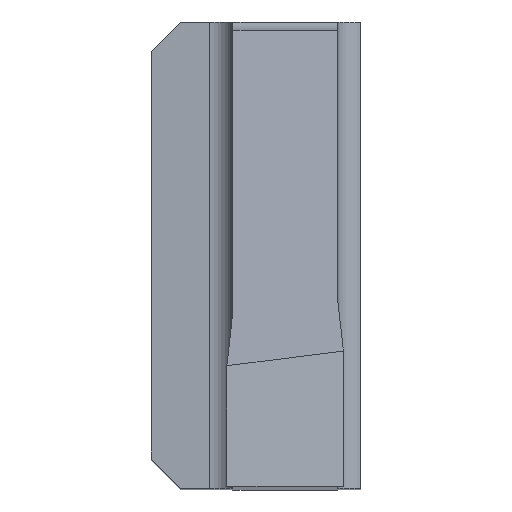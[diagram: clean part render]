
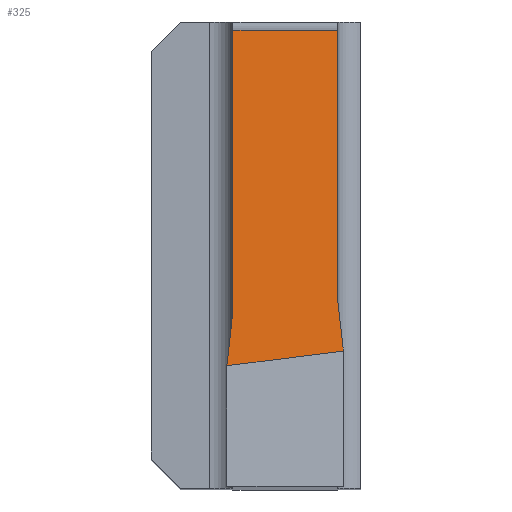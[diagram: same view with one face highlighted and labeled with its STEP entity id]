
A CAD part, top view. The second image highlights one B-rep face of the part: STEP entity #325.
In plain terms, the highlighted planar face has unit normal (0, 0.904, 0.427).
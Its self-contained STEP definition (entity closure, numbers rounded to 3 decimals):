
#30 = CARTESIAN_POINT ( 'NONE',  ( 3.195, -2.034, 25.474 ) ) ;
#109 = CARTESIAN_POINT ( 'NONE',  ( 1.293, -1.987, 25.375 ) ) ;
#121 = CARTESIAN_POINT ( 'NONE',  ( 1.3, -1.928, 25.25 ) ) ;
#189 = VERTEX_POINT ( 'NONE', #661 ) ;
#192 = CARTESIAN_POINT ( 'NONE',  ( 3.6, 3.85, 13.027 ) ) ;
#242 = CARTESIAN_POINT ( 'NONE',  ( 3.3, -1.674, 24.714 ) ) ;
#322 = CARTESIAN_POINT ( 'NONE',  ( 3.195, 3.85, 13.027 ) ) ;
#325 = ADVANCED_FACE ( 'NONE', ( #771 ), #564, .F. ) ;
#350 = EDGE_CURVE ( 'NONE', #1153, #891, #773, .T. ) ;
#374 = CARTESIAN_POINT ( 'NONE',  ( 3.34, -2.039, 25.485 ) ) ;
#394 = AXIS2_PLACEMENT_3D ( 'NONE', #806, #895, #1148 ) ;
#429 = EDGE_CURVE ( 'NONE', #891, #900, #740, .T. ) ;
#431 = EDGE_CURVE ( 'NONE', #483, #886, #726, .T. ) ;
#457 = EDGE_CURVE ( 'NONE', #900, #483, #741, .T. ) ;
#483 = VERTEX_POINT ( 'NONE', #787 ) ;
#492 = ORIENTED_EDGE ( 'NONE', *, *, #457, .T. ) ;
#553 = ORIENTED_EDGE ( 'NONE', *, *, #350, .T. ) ;
#561 = VECTOR ( 'NONE', #1134, 1000. ) ;
#563 = DIRECTION ( 'NONE',  ( -0.047, 0.427, -0.903 ) ) ;
#564 = PLANE ( 'NONE',  #394 ) ;
#573 = LINE ( 'NONE', #921, #561 ) ;
#595 = DIRECTION ( 'NONE',  ( -1., 0., 0. ) ) ;
#611 = VECTOR ( 'NONE', #595, 1000. ) ;
#612 = LINE ( 'NONE', #192, #611 ) ;
#633 = EDGE_CURVE ( 'NONE', #886, #189, #612, .T. ) ;
#661 = CARTESIAN_POINT ( 'NONE',  ( 1.405, 3.85, 13.027 ) ) ;
#680 = EDGE_LOOP ( 'NONE', ( #976, #1009, #802, #553, #918, #492 ) ) ;
#706 = EDGE_CURVE ( 'NONE', #189, #1153, #573, .T. ) ;
#713 = VECTOR ( 'NONE', #563, 1000. ) ;
#714 = DIRECTION ( 'NONE',  ( -0.047, -0.427, 0.903 ) ) ;
#723 = VECTOR ( 'NONE', #738, 1000. ) ;
#726 = LINE ( 'NONE', #30, #723 ) ;
#737 = VECTOR ( 'NONE', #899, 1000. ) ;
#738 = DIRECTION ( 'NONE',  ( 0., 0.427, -0.904 ) ) ;
#740 = LINE ( 'NONE', #804, #737 ) ;
#741 = LINE ( 'NONE', #374, #713 ) ;
#765 = VECTOR ( 'NONE', #714, 1000. ) ;
#771 = FACE_OUTER_BOUND ( 'NONE', #680, .T. ) ;
#773 = LINE ( 'NONE', #109, #765 ) ;
#787 = CARTESIAN_POINT ( 'NONE',  ( 3.195, -0.729, 22.714 ) ) ;
#802 = ORIENTED_EDGE ( 'NONE', *, *, #706, .T. ) ;
#804 = CARTESIAN_POINT ( 'NONE',  ( 3.347, -1.669, 24.702 ) ) ;
#806 = CARTESIAN_POINT ( 'NONE',  ( 3.6, -2.034, 25.474 ) ) ;
#886 = VERTEX_POINT ( 'NONE', #322 ) ;
#891 = VERTEX_POINT ( 'NONE', #121 ) ;
#895 = DIRECTION ( 'NONE',  ( 0., -0.904, -0.427 ) ) ;
#899 = DIRECTION ( 'NONE',  ( 0.959, 0.121, -0.257 ) ) ;
#900 = VERTEX_POINT ( 'NONE', #242 ) ;
#918 = ORIENTED_EDGE ( 'NONE', *, *, #429, .T. ) ;
#921 = CARTESIAN_POINT ( 'NONE',  ( 1.405, -2.034, 25.474 ) ) ;
#976 = ORIENTED_EDGE ( 'NONE', *, *, #431, .T. ) ;
#1009 = ORIENTED_EDGE ( 'NONE', *, *, #633, .T. ) ;
#1067 = CARTESIAN_POINT ( 'NONE',  ( 1.405, -0.982, 23.25 ) ) ;
#1134 = DIRECTION ( 'NONE',  ( 0., -0.427, 0.904 ) ) ;
#1148 = DIRECTION ( 'NONE',  ( 0., -0.427, 0.904 ) ) ;
#1153 = VERTEX_POINT ( 'NONE', #1067 ) ;
